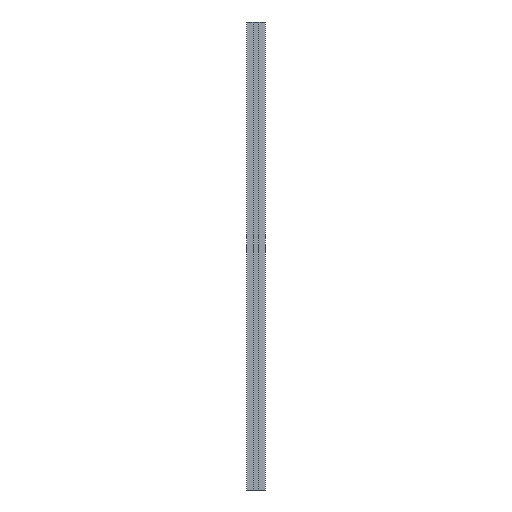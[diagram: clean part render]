
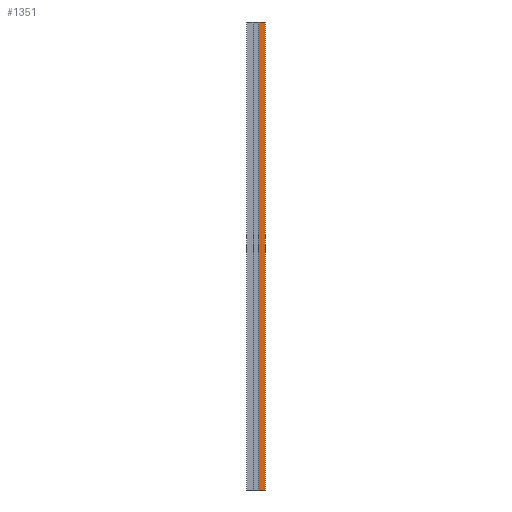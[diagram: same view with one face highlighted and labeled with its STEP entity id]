
A CAD part, left-side view. The second image highlights one B-rep face of the part: STEP entity #1351.
In plain terms, the highlighted planar face has unit normal (-1, 0, 0).
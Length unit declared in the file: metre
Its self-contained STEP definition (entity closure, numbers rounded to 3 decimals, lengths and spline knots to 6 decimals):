
#15 = DIRECTION ( 'NONE',  ( 0., 0., -1. ) ) ;
#39 = ORIENTED_EDGE ( 'NONE', *, *, #221, .F. ) ;
#80 = CARTESIAN_POINT ( 'NONE',  ( 0., 0.0068, 0.5 ) ) ;
#125 = EDGE_CURVE ( 'NONE', #1248, #384, #1183, .T. ) ;
#148 = ORIENTED_EDGE ( 'NONE', *, *, #555, .T. ) ;
#196 = CARTESIAN_POINT ( 'NONE',  ( 0., 0.0068, 0. ) ) ;
#212 = FACE_OUTER_BOUND ( 'NONE', #560, .T. ) ;
#221 = EDGE_CURVE ( 'NONE', #378, #840, #730, .T. ) ;
#276 = CARTESIAN_POINT ( 'NONE',  ( 0., 0.0068, 0.5 ) ) ;
#322 = EDGE_CURVE ( 'NONE', #840, #384, #513, .T. ) ;
#378 = VERTEX_POINT ( 'NONE', #80 ) ;
#382 = CARTESIAN_POINT ( 'NONE',  ( 0., 0., 0.5 ) ) ;
#384 = VERTEX_POINT ( 'NONE', #1215 ) ;
#407 = VECTOR ( 'NONE', #1390, 1. ) ;
#467 = DIRECTION ( 'NONE',  ( 1., 0., 0. ) ) ;
#513 = LINE ( 'NONE', #1134, #1043 ) ;
#555 = EDGE_CURVE ( 'NONE', #378, #1248, #1268, .T. ) ;
#560 = EDGE_LOOP ( 'NONE', ( #685, #650, #39, #148 ) ) ;
#650 = ORIENTED_EDGE ( 'NONE', *, *, #322, .F. ) ;
#652 = AXIS2_PLACEMENT_3D ( 'NONE', #1454, #467, #1464 ) ;
#685 = ORIENTED_EDGE ( 'NONE', *, *, #125, .T. ) ;
#730 = LINE ( 'NONE', #382, #1046 ) ;
#755 = VECTOR ( 'NONE', #1568, 1. ) ;
#810 = CARTESIAN_POINT ( 'NONE',  ( 0., 0., 0. ) ) ;
#840 = VERTEX_POINT ( 'NONE', #1344 ) ;
#882 = DIRECTION ( 'NONE',  ( 0., -1., 0. ) ) ;
#1043 = VECTOR ( 'NONE', #15, 1. ) ;
#1046 = VECTOR ( 'NONE', #882, 1. ) ;
#1134 = CARTESIAN_POINT ( 'NONE',  ( 0., 0., 0.5 ) ) ;
#1183 = LINE ( 'NONE', #810, #755 ) ;
#1215 = CARTESIAN_POINT ( 'NONE',  ( 0., 0., 0. ) ) ;
#1224 = PLANE ( 'NONE',  #652 ) ;
#1248 = VERTEX_POINT ( 'NONE', #196 ) ;
#1268 = LINE ( 'NONE', #276, #407 ) ;
#1344 = CARTESIAN_POINT ( 'NONE',  ( 0., 0., 0.5 ) ) ;
#1351 = ADVANCED_FACE ( 'NONE', ( #212 ), #1224, .F. ) ;
#1390 = DIRECTION ( 'NONE',  ( 0., 0., -1. ) ) ;
#1454 = CARTESIAN_POINT ( 'NONE',  ( 0., 0., 0.5 ) ) ;
#1464 = DIRECTION ( 'NONE',  ( 0., 1., 0. ) ) ;
#1568 = DIRECTION ( 'NONE',  ( 0., -1., 0. ) ) ;
